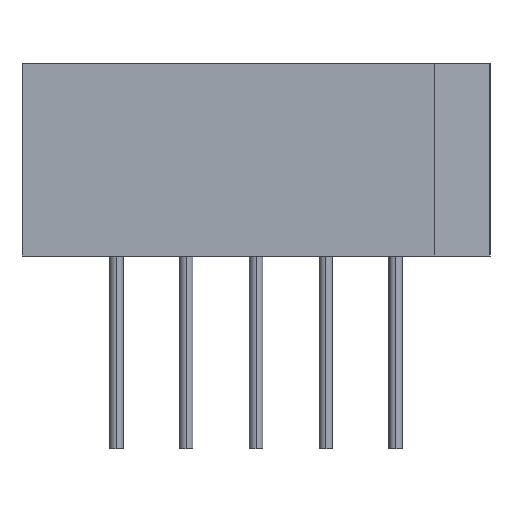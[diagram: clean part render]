
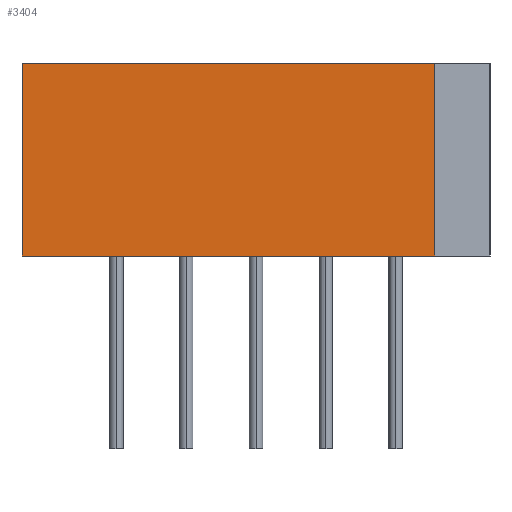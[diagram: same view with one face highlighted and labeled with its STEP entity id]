
A CAD part, left-side view. The second image highlights one B-rep face of the part: STEP entity #3404.
In plain terms, the highlighted planar face has unit normal (-1, 0, 0).
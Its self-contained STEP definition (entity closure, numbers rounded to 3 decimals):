
#5 = ORIENTED_EDGE ( 'NONE', *, *, #758, .T. ) ;
#160 = DIRECTION ( 'NONE',  ( 0., 0., 1. ) ) ;
#603 = ORIENTED_EDGE ( 'NONE', *, *, #2707, .T. ) ;
#690 = LINE ( 'NONE', #5339, #4056 ) ;
#758 = EDGE_CURVE ( 'NONE', #4266, #4435, #3714, .T. ) ;
#894 = DIRECTION ( 'NONE',  ( 0., 0., -1. ) ) ;
#979 = CARTESIAN_POINT ( 'NONE',  ( 0., 17., 0. ) ) ;
#1498 = DIRECTION ( 'NONE',  ( 0., 1., 0. ) ) ;
#1539 = DIRECTION ( 'NONE',  ( 0., -1., 0. ) ) ;
#1557 = FACE_OUTER_BOUND ( 'NONE', #5866, .T. ) ;
#1708 = DIRECTION ( 'NONE',  ( 0., -1., 0. ) ) ;
#1734 = VECTOR ( 'NONE', #160, 1000. ) ;
#1765 = ORIENTED_EDGE ( 'NONE', *, *, #4854, .F. ) ;
#1951 = CARTESIAN_POINT ( 'NONE',  ( 0., 17., 7. ) ) ;
#1953 = PLANE ( 'NONE',  #5980 ) ;
#2267 = EDGE_CURVE ( 'NONE', #2572, #5873, #3380, .T. ) ;
#2297 = CARTESIAN_POINT ( 'NONE',  ( 0., 2., 0. ) ) ;
#2341 = CARTESIAN_POINT ( 'NONE',  ( 0., 2., 7. ) ) ;
#2483 = LINE ( 'NONE', #4832, #4048 ) ;
#2572 = VERTEX_POINT ( 'NONE', #2297 ) ;
#2707 = EDGE_CURVE ( 'NONE', #4435, #2572, #2483, .T. ) ;
#3380 = LINE ( 'NONE', #2341, #1734 ) ;
#3404 = ADVANCED_FACE ( 'NONE', ( #1557 ), #1953, .F. ) ;
#3714 = LINE ( 'NONE', #5555, #4606 ) ;
#3802 = CARTESIAN_POINT ( 'NONE',  ( 0., 17., 7. ) ) ;
#4048 = VECTOR ( 'NONE', #1539, 1000. ) ;
#4056 = VECTOR ( 'NONE', #1708, 1000. ) ;
#4266 = VERTEX_POINT ( 'NONE', #1951 ) ;
#4280 = DIRECTION ( 'NONE',  ( 1., 0., 0. ) ) ;
#4435 = VERTEX_POINT ( 'NONE', #979 ) ;
#4606 = VECTOR ( 'NONE', #894, 1000. ) ;
#4832 = CARTESIAN_POINT ( 'NONE',  ( 0., 0., 0. ) ) ;
#4854 = EDGE_CURVE ( 'NONE', #4266, #5873, #690, .T. ) ;
#5089 = ORIENTED_EDGE ( 'NONE', *, *, #2267, .T. ) ;
#5190 = CARTESIAN_POINT ( 'NONE',  ( 0., 2., 7. ) ) ;
#5339 = CARTESIAN_POINT ( 'NONE',  ( 0., 17., 7. ) ) ;
#5555 = CARTESIAN_POINT ( 'NONE',  ( 0., 17., 7. ) ) ;
#5866 = EDGE_LOOP ( 'NONE', ( #5089, #1765, #5, #603 ) ) ;
#5873 = VERTEX_POINT ( 'NONE', #5190 ) ;
#5980 = AXIS2_PLACEMENT_3D ( 'NONE', #3802, #4280, #1498 ) ;
